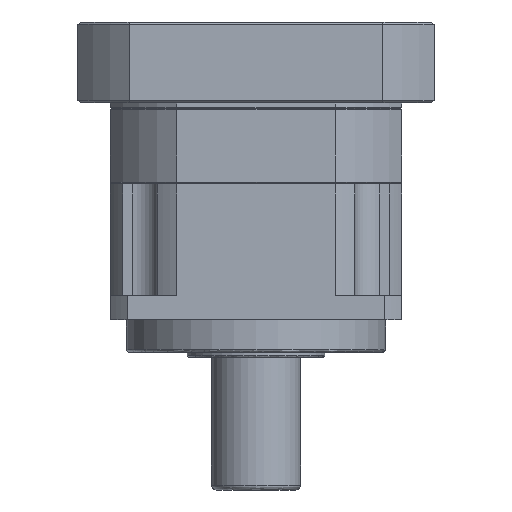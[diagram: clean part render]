
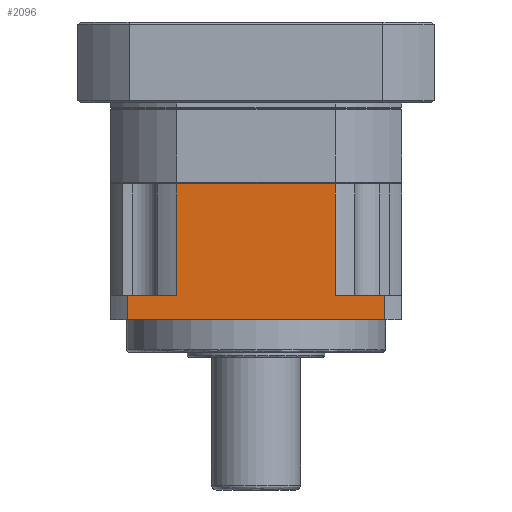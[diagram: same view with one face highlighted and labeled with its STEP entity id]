
A CAD part, front view. The second image highlights one B-rep face of the part: STEP entity #2096.
In plain terms, the highlighted planar face has unit normal (0, -1, 0).
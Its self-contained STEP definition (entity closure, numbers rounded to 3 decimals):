
#175 = EDGE_CURVE ( 'NONE', #15718, #271, #15782, .T. ) ;
#265 = EDGE_CURVE ( 'NONE', #2651, #13425, #13492, .T. ) ;
#271 = VERTEX_POINT ( 'NONE', #9216 ) ;
#587 = EDGE_CURVE ( 'NONE', #271, #2651, #5992, .T. ) ;
#677 = VERTEX_POINT ( 'NONE', #6136 ) ;
#1423 = CARTESIAN_POINT ( 'NONE',  ( -79.373, -90., 105. ) ) ;
#1438 = EDGE_CURVE ( 'NONE', #13425, #5838, #5956, .T. ) ;
#2036 = DIRECTION ( 'NONE',  ( -1., 0., 0. ) ) ;
#2096 = ADVANCED_FACE ( 'NONE', ( #4902 ), #9348, .F. ) ;
#2303 = DIRECTION ( 'NONE',  ( -1., 0., 0. ) ) ;
#2613 = CARTESIAN_POINT ( 'NONE',  ( -79.373, -90., 105. ) ) ;
#2651 = VERTEX_POINT ( 'NONE', #3098 ) ;
#2809 = VECTOR ( 'NONE', #2303, 1000. ) ;
#3020 = CARTESIAN_POINT ( 'NONE',  ( 0., -90., 189. ) ) ;
#3098 = CARTESIAN_POINT ( 'NONE',  ( 79.373, -90., 120. ) ) ;
#3766 = VECTOR ( 'NONE', #11187, 1000. ) ;
#3996 = EDGE_LOOP ( 'NONE', ( #8301, #8494, #9142, #5638, #6360, #14223, #12893, #14624 ) ) ;
#4148 = LINE ( 'NONE', #10008, #3766 ) ;
#4852 = DIRECTION ( 'NONE',  ( 0., 0., 1. ) ) ;
#4902 = FACE_OUTER_BOUND ( 'NONE', #3996, .T. ) ;
#5615 = VECTOR ( 'NONE', #7540, 1000. ) ;
#5638 = ORIENTED_EDGE ( 'NONE', *, *, #1438, .F. ) ;
#5838 = VERTEX_POINT ( 'NONE', #1423 ) ;
#5956 = LINE ( 'NONE', #2613, #8270 ) ;
#5992 = LINE ( 'NONE', #7582, #5615 ) ;
#6136 = CARTESIAN_POINT ( 'NONE',  ( -79.373, -90., 120. ) ) ;
#6281 = EDGE_CURVE ( 'NONE', #5838, #677, #14180, .T. ) ;
#6360 = ORIENTED_EDGE ( 'NONE', *, *, #265, .F. ) ;
#6620 = VERTEX_POINT ( 'NONE', #10735 ) ;
#6677 = VECTOR ( 'NONE', #7705, 1000. ) ;
#7058 = LINE ( 'NONE', #13657, #6677 ) ;
#7387 = CARTESIAN_POINT ( 'NONE',  ( -79.373, -90., 120. ) ) ;
#7540 = DIRECTION ( 'NONE',  ( 1., 0., 0. ) ) ;
#7582 = CARTESIAN_POINT ( 'NONE',  ( -79.373, -90., 120. ) ) ;
#7705 = DIRECTION ( 'NONE',  ( 0., 0., 1. ) ) ;
#7839 = AXIS2_PLACEMENT_3D ( 'NONE', #9043, #9037, #9009 ) ;
#7993 = EDGE_CURVE ( 'NONE', #15718, #12313, #12476, .T. ) ;
#8247 = VECTOR ( 'NONE', #4852, 1000. ) ;
#8270 = VECTOR ( 'NONE', #2036, 1000. ) ;
#8301 = ORIENTED_EDGE ( 'NONE', *, *, #13972, .F. ) ;
#8494 = ORIENTED_EDGE ( 'NONE', *, *, #11785, .F. ) ;
#9009 = DIRECTION ( 'NONE',  ( -1., 0., 0. ) ) ;
#9037 = DIRECTION ( 'NONE',  ( 0., 1., 0. ) ) ;
#9043 = CARTESIAN_POINT ( 'NONE',  ( -79.373, -90., 120. ) ) ;
#9142 = ORIENTED_EDGE ( 'NONE', *, *, #6281, .F. ) ;
#9216 = CARTESIAN_POINT ( 'NONE',  ( 49.054, -90., 120. ) ) ;
#9317 = CARTESIAN_POINT ( 'NONE',  ( 79.373, -90., 120. ) ) ;
#9348 = PLANE ( 'NONE',  #7839 ) ;
#9484 = DIRECTION ( 'NONE',  ( 0., 0., -1. ) ) ;
#9838 = CARTESIAN_POINT ( 'NONE',  ( 49.054, -90., 235.5 ) ) ;
#9995 = DIRECTION ( 'NONE',  ( 0., 0., -1. ) ) ;
#10008 = CARTESIAN_POINT ( 'NONE',  ( -79.373, -90., 120. ) ) ;
#10735 = CARTESIAN_POINT ( 'NONE',  ( -49.054, -90., 120. ) ) ;
#11187 = DIRECTION ( 'NONE',  ( 1., 0., 0. ) ) ;
#11785 = EDGE_CURVE ( 'NONE', #677, #6620, #4148, .T. ) ;
#12313 = VERTEX_POINT ( 'NONE', #13524 ) ;
#12476 = LINE ( 'NONE', #3020, #2809 ) ;
#12893 = ORIENTED_EDGE ( 'NONE', *, *, #175, .F. ) ;
#13300 = VECTOR ( 'NONE', #9484, 1000. ) ;
#13425 = VERTEX_POINT ( 'NONE', #13735 ) ;
#13492 = LINE ( 'NONE', #9317, #13300 ) ;
#13524 = CARTESIAN_POINT ( 'NONE',  ( -49.054, -90., 189. ) ) ;
#13657 = CARTESIAN_POINT ( 'NONE',  ( -49.054, -90., 120. ) ) ;
#13735 = CARTESIAN_POINT ( 'NONE',  ( 79.373, -90., 105. ) ) ;
#13972 = EDGE_CURVE ( 'NONE', #6620, #12313, #7058, .T. ) ;
#14180 = LINE ( 'NONE', #7387, #8247 ) ;
#14223 = ORIENTED_EDGE ( 'NONE', *, *, #587, .F. ) ;
#14293 = CARTESIAN_POINT ( 'NONE',  ( 49.054, -90., 189. ) ) ;
#14624 = ORIENTED_EDGE ( 'NONE', *, *, #7993, .T. ) ;
#15605 = VECTOR ( 'NONE', #9995, 1000. ) ;
#15718 = VERTEX_POINT ( 'NONE', #14293 ) ;
#15782 = LINE ( 'NONE', #9838, #15605 ) ;
